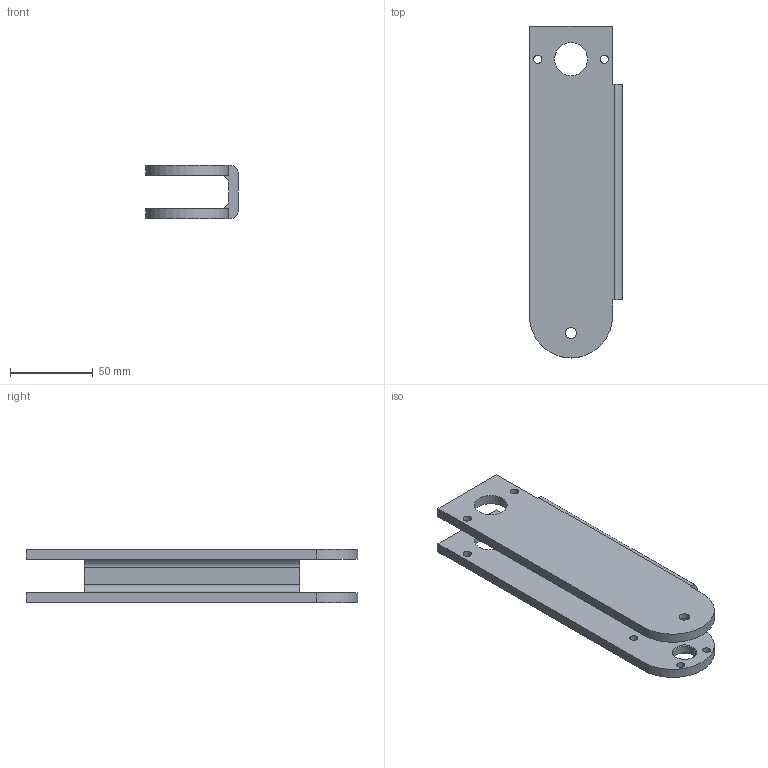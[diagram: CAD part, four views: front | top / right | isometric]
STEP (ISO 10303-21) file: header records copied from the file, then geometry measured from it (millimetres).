
FILE_DESCRIPTION(/* description */ ('STEP AP214'),/* implementation_level */ '2;1');
FILE_NAME(/* name */ '619ba9e79c98216352074e1f',/* time_stamp */ '2021-11-22T14:32:08+00:00',/* author */ (''),/* organization */ (''),/* preprocessor_version */ 'ST-DEVELOPER v18.1',/* originating_system */ ' ',/* authorisation */ ' ');
FILE_SCHEMA (('AUTOMOTIVE_DESIGN {1 0 10303 214 3 1 1}'));
Length unit declared in the file: metre
Products named in the file (1): Bras1
Bounding box: 56 x 200 x 32 mm (x, y, z)
Volume: 135915.4 mm3; surface area: 50616.8 mm2
Topology: 1 solids, 1 shells, 39 faces, 108 edges, 72 vertices
Faces by surface type: cylinder 19, plane 17, cone 3
Full cylindrical faces by diameter (mm): 4.8 x4, 5 x4, 6.5 x1, 7 x1, 14 x1, 20 x2
Entity records: 1234 total; most frequent: DIRECTION 210, CARTESIAN_POINT 198, ORIENTED_EDGE 178, EDGE_CURVE 89, AXIS2_PLACEMENT_3D 81, EDGE_LOOP 80, FACE_BOUND 80, VERTEX_POINT 69
